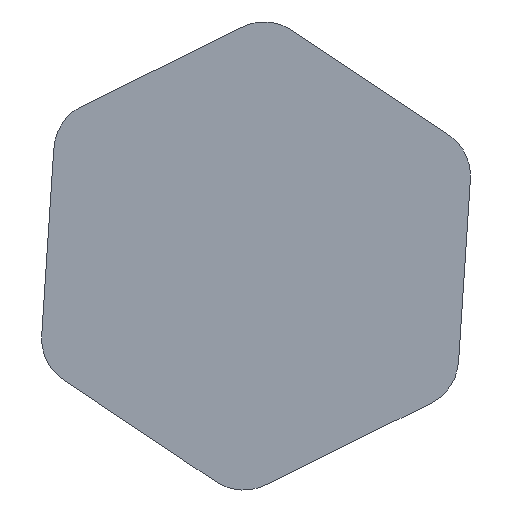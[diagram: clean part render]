
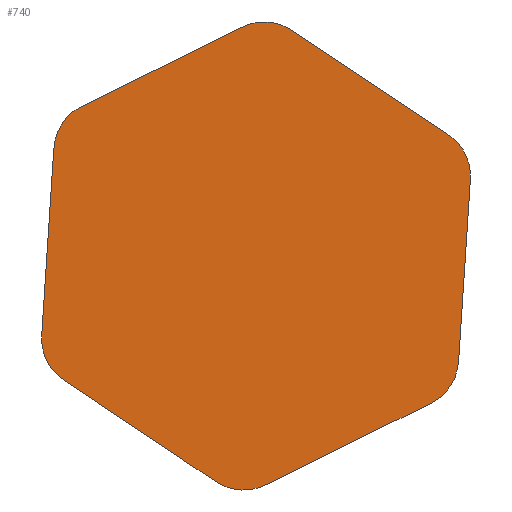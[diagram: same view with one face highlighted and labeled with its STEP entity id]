
A CAD part, top view. The second image highlights one B-rep face of the part: STEP entity #740.
In plain terms, the highlighted planar face has unit normal (0, 0, 1).
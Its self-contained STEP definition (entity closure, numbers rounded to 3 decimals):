
#48=FACE_OUTER_BOUND('',#98,.T.);
#98=EDGE_LOOP('',(#496,#497,#498,#499,#500,#501,#502,#503,#504,#505,#506,
#507));
#148=CIRCLE('',#805,0.8);
#149=CIRCLE('',#806,0.8);
#150=CIRCLE('',#807,0.8);
#151=CIRCLE('',#808,0.8);
#152=CIRCLE('',#809,0.8);
#153=CIRCLE('',#810,0.8);
#178=LINE('',#1081,#251);
#179=LINE('',#1085,#252);
#180=LINE('',#1089,#253);
#181=LINE('',#1093,#254);
#182=LINE('',#1097,#255);
#183=LINE('',#1101,#256);
#251=VECTOR('',#874,10.);
#252=VECTOR('',#877,10.);
#253=VECTOR('',#880,10.);
#254=VECTOR('',#883,10.);
#255=VECTOR('',#886,10.);
#256=VECTOR('',#889,10.);
#324=VERTEX_POINT('',#1079);
#325=VERTEX_POINT('',#1080);
#326=VERTEX_POINT('',#1082);
#327=VERTEX_POINT('',#1084);
#328=VERTEX_POINT('',#1086);
#329=VERTEX_POINT('',#1088);
#330=VERTEX_POINT('',#1090);
#331=VERTEX_POINT('',#1092);
#332=VERTEX_POINT('',#1094);
#333=VERTEX_POINT('',#1096);
#334=VERTEX_POINT('',#1098);
#335=VERTEX_POINT('',#1100);
#386=EDGE_CURVE('',#324,#325,#178,.T.);
#387=EDGE_CURVE('',#326,#324,#148,.T.);
#388=EDGE_CURVE('',#327,#326,#179,.T.);
#389=EDGE_CURVE('',#328,#327,#149,.T.);
#390=EDGE_CURVE('',#329,#328,#180,.T.);
#391=EDGE_CURVE('',#330,#329,#150,.T.);
#392=EDGE_CURVE('',#331,#330,#181,.T.);
#393=EDGE_CURVE('',#332,#331,#151,.T.);
#394=EDGE_CURVE('',#333,#332,#182,.T.);
#395=EDGE_CURVE('',#334,#333,#152,.T.);
#396=EDGE_CURVE('',#335,#334,#183,.T.);
#397=EDGE_CURVE('',#325,#335,#153,.T.);
#496=ORIENTED_EDGE('',*,*,#386,.F.);
#497=ORIENTED_EDGE('',*,*,#387,.F.);
#498=ORIENTED_EDGE('',*,*,#388,.F.);
#499=ORIENTED_EDGE('',*,*,#389,.F.);
#500=ORIENTED_EDGE('',*,*,#390,.F.);
#501=ORIENTED_EDGE('',*,*,#391,.F.);
#502=ORIENTED_EDGE('',*,*,#392,.F.);
#503=ORIENTED_EDGE('',*,*,#393,.F.);
#504=ORIENTED_EDGE('',*,*,#394,.F.);
#505=ORIENTED_EDGE('',*,*,#395,.F.);
#506=ORIENTED_EDGE('',*,*,#396,.F.);
#507=ORIENTED_EDGE('',*,*,#397,.F.);
#716=PLANE('',#804);
#740=ADVANCED_FACE('',(#48),#716,.F.);
#804=AXIS2_PLACEMENT_3D('',#1078,#872,#873);
#805=AXIS2_PLACEMENT_3D('',#1083,#875,#876);
#806=AXIS2_PLACEMENT_3D('',#1087,#878,#879);
#807=AXIS2_PLACEMENT_3D('',#1091,#881,#882);
#808=AXIS2_PLACEMENT_3D('',#1095,#884,#885);
#809=AXIS2_PLACEMENT_3D('',#1099,#887,#888);
#810=AXIS2_PLACEMENT_3D('',#1102,#890,#891);
#872=DIRECTION('center_axis',(0.,0.,
-1.));
#873=DIRECTION('ref_axis',(0.,-1.,0.));
#874=DIRECTION('',(-0.897,-0.443,0.));
#875=DIRECTION('center_axis',(0.,0.,
-1.));
#876=DIRECTION('ref_axis',(0.999,-0.032,0.));
#877=DIRECTION('',(-0.065,-0.998,0.));
#878=DIRECTION('center_axis',(0.,0.,
-1.));
#879=DIRECTION('ref_axis',(0.528,0.849,0.));
#880=DIRECTION('',(0.832,-0.555,0.));
#881=DIRECTION('center_axis',(0.,0.,
-1.));
#882=DIRECTION('ref_axis',(-0.472,0.882,0.));
#883=DIRECTION('',(0.897,0.443,0.));
#884=DIRECTION('center_axis',(0.,0.,
-1.));
#885=DIRECTION('ref_axis',(-0.999,0.032,0.));
#886=DIRECTION('',(0.065,0.998,0.));
#887=DIRECTION('center_axis',(0.,0.,
-1.));
#888=DIRECTION('ref_axis',(-0.528,-0.849,0.));
#889=DIRECTION('',(-0.832,0.555,0.));
#890=DIRECTION('center_axis',(0.,0.,
-1.));
#891=DIRECTION('ref_axis',(0.472,-0.882,0.));
#1078=CARTESIAN_POINT('Origin',(1.647,-0.325,2.8));
#1079=CARTESIAN_POINT('',(2.799,-2.341,2.8));
#1080=CARTESIAN_POINT('',(0.17,-3.64,2.8));
#1081=CARTESIAN_POINT('',(2.799,-2.341,2.8));
#1082=CARTESIAN_POINT('',(3.221,-1.687,2.8));
#1083=CARTESIAN_POINT('Origin',(2.422,-1.635,2.8));
#1084=CARTESIAN_POINT('',(3.409,1.217,2.8));
#1085=CARTESIAN_POINT('',(3.409,1.217,2.8));
#1086=CARTESIAN_POINT('',(3.032,1.949,2.8));
#1087=CARTESIAN_POINT('Origin',(2.61,1.269,2.8));
#1088=CARTESIAN_POINT('',(0.545,3.609,2.8));
#1089=CARTESIAN_POINT('',(0.545,3.609,2.8));
#1090=CARTESIAN_POINT('',(-0.255,3.634,2.8));
#1091=CARTESIAN_POINT('Origin',(0.122,2.929,2.8));
#1092=CARTESIAN_POINT('',(-2.813,2.371,2.8));
#1093=CARTESIAN_POINT('',(-2.813,2.371,2.8));
#1094=CARTESIAN_POINT('',(-3.235,1.691,2.8));
#1095=CARTESIAN_POINT('Origin',(-2.435,1.665,2.8));
#1096=CARTESIAN_POINT('',(-3.428,-1.293,2.8));
#1097=CARTESIAN_POINT('',(-3.428,-1.293,2.8));
#1098=CARTESIAN_POINT('',(-3.051,-1.999,2.8));
#1099=CARTESIAN_POINT('Origin',(-2.628,-1.319,2.8));
#1100=CARTESIAN_POINT('',(-0.63,-3.614,2.8));
#1101=CARTESIAN_POINT('',(-0.63,-3.614,2.8));
#1102=CARTESIAN_POINT('Origin',(-0.208,-2.934,2.8));
